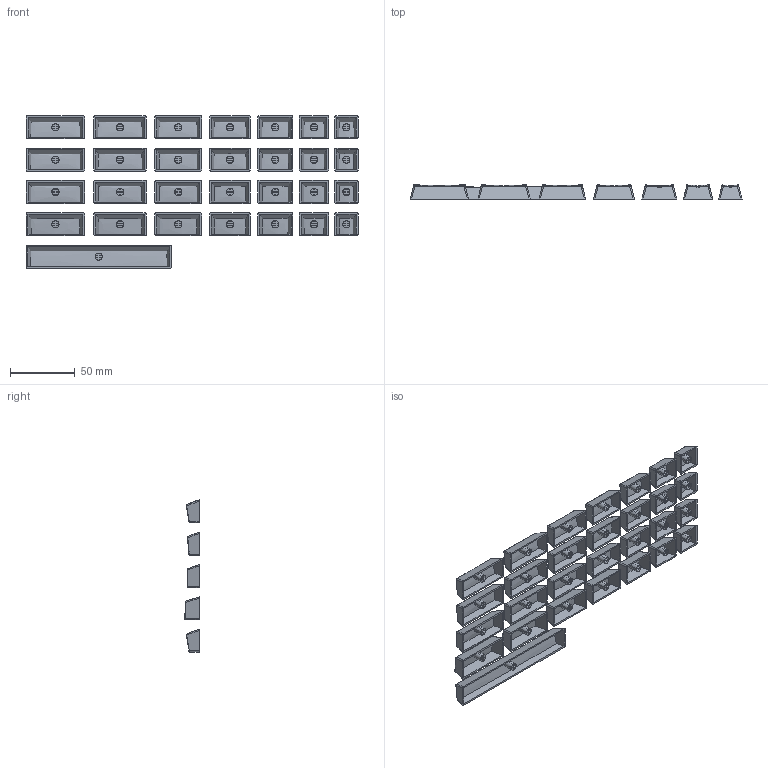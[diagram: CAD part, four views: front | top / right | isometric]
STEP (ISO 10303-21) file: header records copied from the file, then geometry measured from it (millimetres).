
FILE_DESCRIPTION(/* description */ (''),/* implementation_level */ '2;1');
FILE_NAME(/* name */ 'Cherry MX keycaps.step',/* time_stamp */ '2017-04-03T21:12:28-05:00',/* author */ (''),/* organization */ (''),/* preprocessor_version */ 'ST-DEVELOPER v16.5',/* originating_system */ 'Autodesk Translation Framework v5.2.0.2920',/* authorisation */ '');
FILE_SCHEMA (('AUTOMOTIVE_DESIGN { 1 0 10303 214 3 1 1 }'));
Length unit declared in the file: millimetre
Products named in the file (37): Cherry MX keycaps v18; 1x1; 1x1 R1 v17; 1x1 R2 v5; 1x1 R3 v7; 1x1 R4 v5; 1x1.5; 1x1.5 R1 v2; 1x1.5 R3 v2; 1x1.5 R4 v3; 1x1.5 R2 v3; 1x1.25; 1x1.25 R1 v4; 1x1.25 R2 v2; 1x1.25 R4 v3; 1x1.25 R3 v3; 1x1.75; 1x1.75 R1 v2; 1x1.75 R2 v2; 1x1.75 R4 v2; 1x1.75 R3 v2; 1x2; 1x2 R1 v2; 1x2 R4 v2; 1x2 R3 v2; 1x2 R2 v2; 1x2.25; 1x2.25 R1 v2; 1x2.25 R2 v2; 1x2.25 R4 v2; 1x2.25 R3 v2; 1x2.5; 1x2.5 R1 v2; 1x2.5 R2 v2; 1x2.5 R3 v3; 1x2.5 R4 v2; 1x1.5 R1 v4
Assembly tree (36 placements, depth 3):
  Cherry MX keycaps v18
    1x1
      1x1 R1 v17
      1x1 R2 v5
      1x1 R3 v7
      1x1 R4 v5
    1x1.5
      1x1.5 R1 v2
      1x1.5 R3 v2
      1x1.5 R4 v3
      1x1.5 R2 v3
    1x1.25
      1x1.25 R1 v4
      1x1.25 R2 v2
      1x1.25 R4 v3
      1x1.25 R3 v3
    1x1.75
      1x1.75 R1 v2
      1x1.75 R2 v2
      1x1.75 R4 v2
      1x1.75 R3 v2
    1x2
      1x2 R1 v2
      1x2 R4 v2
      1x2 R3 v2
      1x2 R2 v2
    1x2.25
      1x2.25 R1 v2
      1x2.25 R2 v2
      1x2.25 R4 v2
      1x2.25 R3 v2
    1x2.5
      1x2.5 R1 v2
      1x2.5 R2 v2
      1x2.5 R3 v3
      1x2.5 R4 v2
    1x1.5 R1 v4
Bounding box: 256.75 x 11.19 x 118 mm (x, y, z)
Volume: 45852.2 mm3; surface area: 79068.4 mm2
Topology: 29 solids, 29 shells, 1102 faces, 2668 edges, 1711 vertices
Faces by surface type: plane 638, bspline 315, cylinder 149
Full cylindrical faces by diameter (mm): 5.6 x29
Entity records: 43602 total; most frequent: CARTESIAN_POINT 18974, ORIENTED_EDGE 5220, DIRECTION 4339, EDGE_CURVE 2610, VERTEX_POINT 1682, LINE 1511, VECTOR 1511, AXIS2_PLACEMENT_3D 1414
